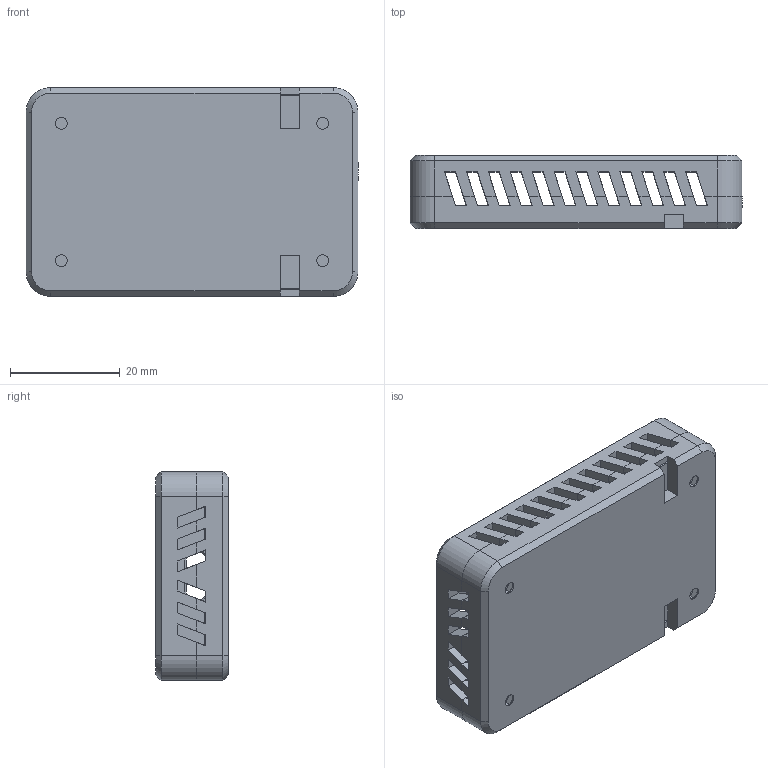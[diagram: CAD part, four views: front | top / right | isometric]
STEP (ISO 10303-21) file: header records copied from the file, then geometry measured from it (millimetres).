
FILE_DESCRIPTION(/* description */ ('','CAx-IF Rec.Pracs.---Representation and Presentation of Product Manufacturing Information (PMI)---4.0---2014-10-13'),/* implementation_level */ '2;1');
FILE_NAME(/* name */ '',/* time_stamp */ '2025-01-02T14:30:14+01:00',/* author */ (''),/* organization */ (''),/* preprocessor_version */ 'ST-DEVELOPER v20',/* originating_system */ 'Autodesk Translation Framework v13.20.0.188',/* authorisation */ '');
FILE_SCHEMA (('AP242_MANAGED_MODEL_BASED_3D_ENGINEERING_MIM_LF { 1 0 10303 442 1 1 4 }'));
Length unit declared in the file: millimetre
Products named in the file (1): Bagros krabička
Bounding box: 60.6 x 13.3 x 38.1 mm (x, y, z)
Volume: 11752.3 mm3; surface area: 17861.9 mm2
Topology: 3 solids, 3 shells, 697 faces, 1925 edges, 1242 vertices
Faces by surface type: plane 609, cylinder 52, cone 36
Full cylindrical faces by diameter (mm): 2.2 x12, 3.8 x4
Entity records: 21824 total; most frequent: CARTESIAN_POINT 3877, ORIENTED_EDGE 3850, DIRECTION 3455, EDGE_CURVE 1925, LINE 1779, VECTOR 1779, VERTEX_POINT 1242, AXIS2_PLACEMENT_3D 838
